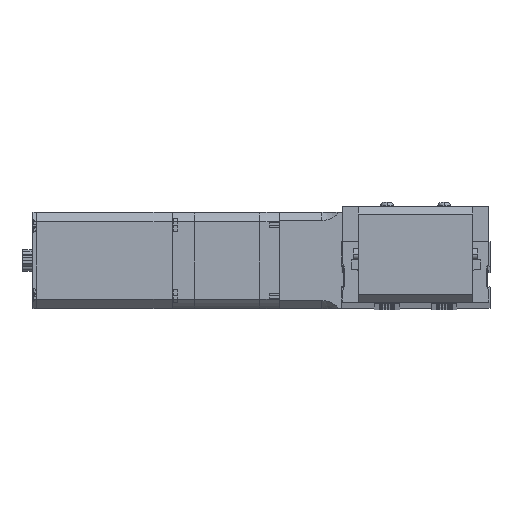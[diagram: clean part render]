
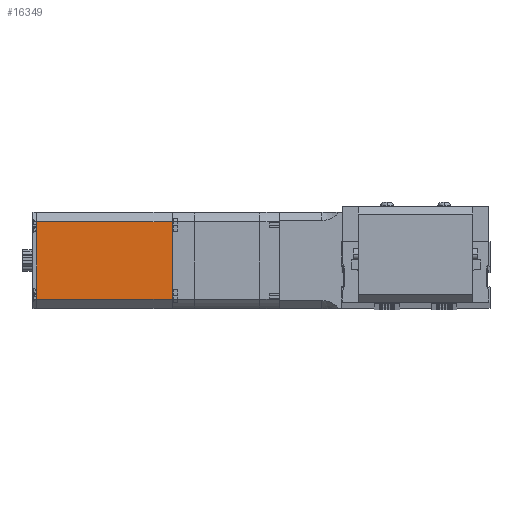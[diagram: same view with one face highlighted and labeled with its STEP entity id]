
A CAD part, top view. The second image highlights one B-rep face of the part: STEP entity #16349.
In plain terms, the highlighted face is planar.
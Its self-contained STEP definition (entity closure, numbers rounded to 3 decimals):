
#2054 = PLANE ( 'NONE',  #9830 ) ;
#4450 = LINE ( 'NONE', #30968, #20518 ) ;
#4752 = CARTESIAN_POINT ( 'NONE',  ( -31., 17., -106.25 ) ) ;
#4914 = ORIENTED_EDGE ( 'NONE', *, *, #8243, .T. ) ;
#6843 = DIRECTION ( 'NONE',  ( 1., 0., 0. ) ) ;
#7285 = CARTESIAN_POINT ( 'NONE',  ( -31., -17., -106.25 ) ) ;
#7717 = EDGE_CURVE ( 'NONE', #28413, #11323, #4450, .T. ) ;
#8243 = EDGE_CURVE ( 'NONE', #25821, #11323, #13109, .T. ) ;
#9233 = DIRECTION ( 'NONE',  ( 0., 1., 0. ) ) ;
#9242 = DIRECTION ( 'NONE',  ( 0., 0., 1. ) ) ;
#9828 = EDGE_CURVE ( 'NONE', #23187, #28413, #22412, .T. ) ;
#9830 = AXIS2_PLACEMENT_3D ( 'NONE', #4752, #6843, #9233 ) ;
#10430 = CARTESIAN_POINT ( 'NONE',  ( -31., -17., -106.25 ) ) ;
#11323 = VERTEX_POINT ( 'NONE', #30455 ) ;
#11927 = FACE_OUTER_BOUND ( 'NONE', #17264, .T. ) ;
#12090 = EDGE_CURVE ( 'NONE', #23187, #25821, #15297, .T. ) ;
#13109 = LINE ( 'NONE', #24647, #23092 ) ;
#13435 = ORIENTED_EDGE ( 'NONE', *, *, #7717, .F. ) ;
#13548 = ORIENTED_EDGE ( 'NONE', *, *, #9828, .F. ) ;
#13917 = CARTESIAN_POINT ( 'NONE',  ( -31., -17., -47. ) ) ;
#15297 = LINE ( 'NONE', #10430, #25982 ) ;
#15468 = DIRECTION ( 'NONE',  ( 0., 0., 1. ) ) ;
#16349 = ADVANCED_FACE ( 'NONE', ( #11927 ), #2054, .F. ) ;
#17264 = EDGE_LOOP ( 'NONE', ( #4914, #13435, #13548, #23235 ) ) ;
#17796 = CARTESIAN_POINT ( 'NONE',  ( -31., 17., -106.25 ) ) ;
#18753 = DIRECTION ( 'NONE',  ( 0., 1., 0. ) ) ;
#20064 = DIRECTION ( 'NONE',  ( 0., 1., 0. ) ) ;
#20518 = VECTOR ( 'NONE', #9242, 1000. ) ;
#22412 = LINE ( 'NONE', #23337, #29027 ) ;
#23092 = VECTOR ( 'NONE', #20064, 1000. ) ;
#23187 = VERTEX_POINT ( 'NONE', #7285 ) ;
#23235 = ORIENTED_EDGE ( 'NONE', *, *, #12090, .T. ) ;
#23337 = CARTESIAN_POINT ( 'NONE',  ( -31., 17., -106.25 ) ) ;
#24647 = CARTESIAN_POINT ( 'NONE',  ( -31., 17., -47. ) ) ;
#25821 = VERTEX_POINT ( 'NONE', #13917 ) ;
#25982 = VECTOR ( 'NONE', #15468, 1000. ) ;
#28413 = VERTEX_POINT ( 'NONE', #17796 ) ;
#29027 = VECTOR ( 'NONE', #18753, 1000. ) ;
#30455 = CARTESIAN_POINT ( 'NONE',  ( -31., 17., -47. ) ) ;
#30968 = CARTESIAN_POINT ( 'NONE',  ( -31., 17., -106.25 ) ) ;
